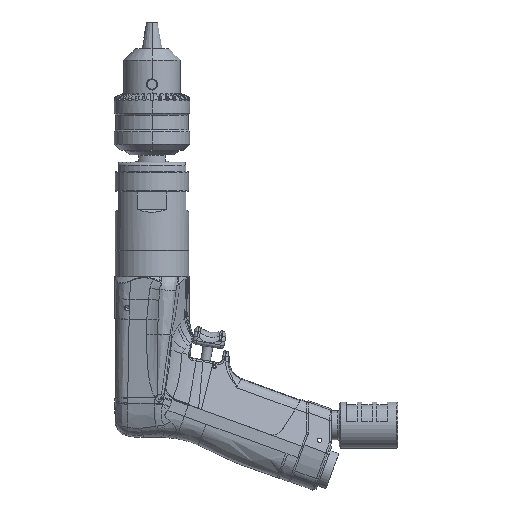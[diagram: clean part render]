
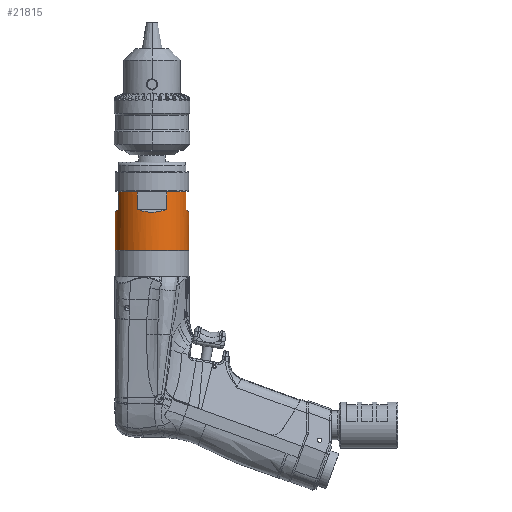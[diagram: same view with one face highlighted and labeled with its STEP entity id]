
A CAD part, left-side view. The second image highlights one B-rep face of the part: STEP entity #21815.
In plain terms, the highlighted cylindrical face has radius 20.75 mm (diameter 41.5 mm), a partial arc.
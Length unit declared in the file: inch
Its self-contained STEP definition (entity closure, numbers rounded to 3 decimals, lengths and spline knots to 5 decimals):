
#552=DIRECTION('',(0.,0.,-1.));
#553=VECTOR('',#552,0.38189);
#554=CARTESIAN_POINT('',(-0.32836,0.74803,
1.87008));
#555=LINE('',#554,#553);
#592=CARTESIAN_POINT('',(0.,0.,1.87008));
#593=DIRECTION('',(0.,0.,1.));
#594=DIRECTION('',(-0.916,-0.402,0.));
#595=AXIS2_PLACEMENT_3D('',#592,#593,#594);
#616=DIRECTION('',(0.,0.,-1.));
#617=VECTOR('',#616,0.38189);
#618=CARTESIAN_POINT('',(-0.32836,-0.74803,
1.87008));
#619=LINE('',#618,#617);
#670=CARTESIAN_POINT('',(-0.32836,0.74803,
1.48819));
#671=CARTESIAN_POINT('',(-0.27793,0.77017,
1.46605));
#672=CARTESIAN_POINT('',(-0.1992,0.79572,
1.4405));
#673=CARTESIAN_POINT('',(-0.08774,0.81371,
1.42251));
#674=CARTESIAN_POINT('',(-0.02968,0.81693,
1.41929));
#675=CARTESIAN_POINT('',(0.,0.81693,1.41929));
#688=DIRECTION('',(0.,0.,1.));
#689=VECTOR('',#688,0.84449);
#690=CARTESIAN_POINT('',(0.,-0.81693,0.5748));
#691=LINE('',#690,#689);
#692=DIRECTION('',(0.,0.,1.));
#693=VECTOR('',#692,0.84449);
#694=CARTESIAN_POINT('',(0.,0.81693,0.5748));
#695=LINE('',#694,#693);
#696=CARTESIAN_POINT('',(-0.74803,0.32836,
1.48819));
#697=CARTESIAN_POINT('',(-0.76004,0.301,1.47618));
#698=CARTESIAN_POINT('',(-0.78051,0.24627,
1.45571));
#699=CARTESIAN_POINT('',(-0.80878,0.13682,
1.42744));
#700=CARTESIAN_POINT('',(-0.82236,0.,1.41386));
#701=CARTESIAN_POINT('',(-0.80878,-0.13682,
1.42744));
#702=CARTESIAN_POINT('',(-0.78051,-0.24627,
1.45571));
#703=CARTESIAN_POINT('',(-0.76004,-0.301,1.47618));
#704=CARTESIAN_POINT('',(-0.74803,-0.32836,
1.48819));
#710=DIRECTION('',(0.,0.,-1.));
#711=VECTOR('',#710,0.38189);
#712=CARTESIAN_POINT('',(-0.74803,-0.32836,
1.87008));
#713=LINE('',#712,#711);
#714=DIRECTION('',(0.,0.,-1.));
#715=VECTOR('',#714,0.38189);
#716=CARTESIAN_POINT('',(-0.74803,0.32836,
1.87008));
#717=LINE('',#716,#715);
#734=CARTESIAN_POINT('',(0.,0.,1.87008));
#735=DIRECTION('',(0.,0.,1.));
#736=DIRECTION('',(-0.402,0.916,0.));
#737=AXIS2_PLACEMENT_3D('',#734,#735,#736);
#751=CARTESIAN_POINT('',(0.,-0.81693,1.41929));
#753=CARTESIAN_POINT('',(0.,-0.81693,1.41929));
#754=CARTESIAN_POINT('',(-0.02968,-0.81693,
1.41929));
#755=CARTESIAN_POINT('',(-0.08774,-0.81371,
1.42251));
#756=CARTESIAN_POINT('',(-0.1992,-0.79572,
1.4405));
#757=CARTESIAN_POINT('',(-0.27793,-0.77017,
1.46605));
#758=CARTESIAN_POINT('',(-0.32836,-0.74803,
1.48819));
#764=CARTESIAN_POINT('',(0.,0.,0.5748));
#765=DIRECTION('',(0.,0.,1.));
#766=DIRECTION('',(0.,1.,0.));
#767=AXIS2_PLACEMENT_3D('',#764,#765,#766);
#20264=VERTEX_POINT('',#670);
#20265=VERTEX_POINT('',#675);
#20270=CARTESIAN_POINT('',(-0.32836,0.74803,
1.87008));
#20271=VERTEX_POINT('',#20270);
#20278=CARTESIAN_POINT('',(0.,0.81693,0.5748));
#20279=CARTESIAN_POINT('',(0.,-0.81693,0.5748));
#20280=VERTEX_POINT('',#20278);
#20281=VERTEX_POINT('',#20279);
#20283=VERTEX_POINT('',#751);
#20284=VERTEX_POINT('',#758);
#20287=CARTESIAN_POINT('',(-0.32836,-0.74803,
1.87008));
#20288=VERTEX_POINT('',#20287);
#20289=VERTEX_POINT('',#696);
#20290=VERTEX_POINT('',#704);
#20291=CARTESIAN_POINT('',(-0.74803,0.32836,
1.87008));
#20292=VERTEX_POINT('',#20291);
#20293=CARTESIAN_POINT('',(-0.74803,-0.32836,
1.87008));
#20294=VERTEX_POINT('',#20293);
#21790=CARTESIAN_POINT('',(0.,0.,2.31988));
#21791=DIRECTION('',(0.,0.,-1.));
#21792=DIRECTION('',(0.,-1.,0.));
#21793=AXIS2_PLACEMENT_3D('',#21790,#21791,#21792);
#21794=CYLINDRICAL_SURFACE('',#21793,0.81693);
#21796=ORIENTED_EDGE('',*,*,#21795,.F.);
#21797=ORIENTED_EDGE('',*,*,#21663,.T.);
#21798=ORIENTED_EDGE('',*,*,#21683,.T.);
#21800=ORIENTED_EDGE('',*,*,#21799,.F.);
#21801=ORIENTED_EDGE('',*,*,#21758,.F.);
#21803=ORIENTED_EDGE('',*,*,#21802,.F.);
#21804=ORIENTED_EDGE('',*,*,#21754,.T.);
#21805=ORIENTED_EDGE('',*,*,#21783,.F.);
#21806=ORIENTED_EDGE('',*,*,#21613,.F.);
#21808=ORIENTED_EDGE('',*,*,#21807,.T.);
#21810=ORIENTED_EDGE('',*,*,#21809,.T.);
#21812=ORIENTED_EDGE('',*,*,#21811,.T.);
#21813=EDGE_LOOP('',(#21796,#21797,#21798,#21800,#21801,#21803,#21804,#21805,
#21806,#21808,#21810,#21812));
#21814=FACE_OUTER_BOUND('',#21813,.F.);
#21815=ADVANCED_FACE('',(#21814),#21794,.T.);
#596=CIRCLE('',#595,0.81693);
#676=B_SPLINE_CURVE_WITH_KNOTS('',3,(#670,#671,#672,#673,#674,#675),
.UNSPECIFIED.,.F.,.F.,(4,1,1,4),(0.,0.5,0.75,1.),.UNSPECIFIED.);
#705=B_SPLINE_CURVE_WITH_KNOTS('',3,(#696,#697,#698,#699,#700,#701,#702,#703,
#704),.UNSPECIFIED.,.F.,.F.,(4,1,1,1,1,1,4),(0.,0.125,0.25,0.5,0.75,
0.875,1.),.UNSPECIFIED.);
#738=CIRCLE('',#737,0.81693);
#759=B_SPLINE_CURVE_WITH_KNOTS('',3,(#753,#754,#755,#756,#757,#758),
.UNSPECIFIED.,.F.,.F.,(4,1,1,4),(0.,0.25,0.5,1.),.UNSPECIFIED.);
#768=CIRCLE('',#767,0.81693);
#21613=EDGE_CURVE('',#20271,#20264,#555,.T.);
#21663=EDGE_CURVE('',#20294,#20288,#596,.T.);
#21683=EDGE_CURVE('',#20288,#20284,#619,.T.);
#21754=EDGE_CURVE('',#20280,#20265,#695,.T.);
#21758=EDGE_CURVE('',#20281,#20283,#691,.T.);
#21783=EDGE_CURVE('',#20264,#20265,#676,.T.);
#21795=EDGE_CURVE('',#20294,#20290,#713,.T.);
#21799=EDGE_CURVE('',#20283,#20284,#759,.T.);
#21802=EDGE_CURVE('',#20280,#20281,#768,.T.);
#21807=EDGE_CURVE('',#20271,#20292,#738,.T.);
#21809=EDGE_CURVE('',#20292,#20289,#717,.T.);
#21811=EDGE_CURVE('',#20289,#20290,#705,.T.);
